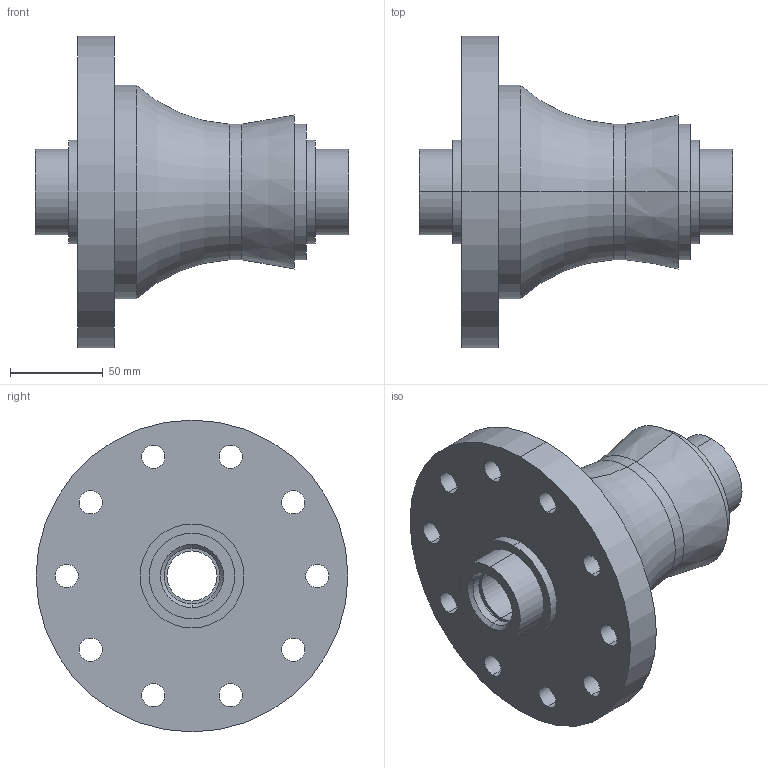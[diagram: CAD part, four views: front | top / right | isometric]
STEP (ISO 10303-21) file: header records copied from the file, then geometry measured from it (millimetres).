
FILE_DESCRIPTION (( 'STEP AP203' ), '1' );
FILE_NAME ('DIFF cannelure.STEP', '2020-03-30T13:25:23', ( '' ), ( '' ), 'SwSTEP 2.0', 'SolidWorks 2019', '' );
FILE_SCHEMA (( 'CONFIG_CONTROL_DESIGN' ));
Length unit declared in the file: millimetre
Products named in the file (1): DIFF cannelure
Bounding box: 169 x 168 x 168 mm (x, y, z)
Volume: 1003756.3 mm3; surface area: 106766.6 mm2
Topology: 1 solids, 1 shells, 78 faces, 176 edges, 114 vertices
Faces by surface type: cylinder 54, plane 16, cone 6, torus 2
Entity records: 2357 total; most frequent: DIRECTION 450, CARTESIAN_POINT 369, ORIENTED_EDGE 352, AXIS2_PLACEMENT_3D 195, EDGE_CURVE 176, CIRCLE 116, EDGE_LOOP 114, VERTEX_POINT 114
